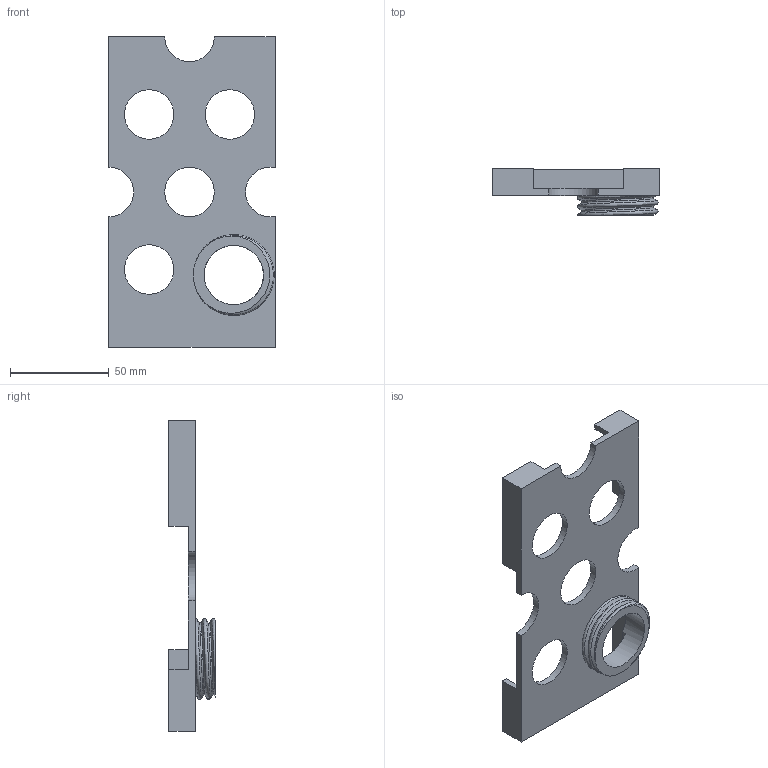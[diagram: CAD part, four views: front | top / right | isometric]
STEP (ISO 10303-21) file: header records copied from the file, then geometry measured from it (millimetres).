
FILE_DESCRIPTION(/* description */ (''),/* implementation_level */ '2;1');
FILE_NAME(/* name */ 'iPhone 13 Pro v46 Holder.step',/* time_stamp */ '2024-09-23T17:54:31-07:00',/* author */ (''),/* organization */ (''),/* preprocessor_version */ 'ST-DEVELOPER v20',/* originating_system */ 'Autodesk Translation Framework v13.20.0.188',/* authorisation */ '');
FILE_SCHEMA (('AUTOMOTIVE_DESIGN { 1 0 10303 214 3 1 1 }'));
Length unit declared in the file: millimetre
Products named in the file (1): iPhone 13 Pro
Bounding box: 84.02 x 23.45 x 156.71 mm (x, y, z)
Volume: 46561.3 mm3; surface area: 31428 mm2
Topology: 1 solids, 1 shells, 48 faces, 135 edges, 90 vertices
Faces by surface type: plane 34, cylinder 11, bspline 3
Full cylindrical faces by diameter (mm): 25 x4, 30 x1, 36.536 x1
Entity records: 2810 total; most frequent: CARTESIAN_POINT 1405, ORIENTED_EDGE 270, DIRECTION 235, EDGE_CURVE 135, LINE 99, VECTOR 99, VERTEX_POINT 90, AXIS2_PLACEMENT_3D 68
